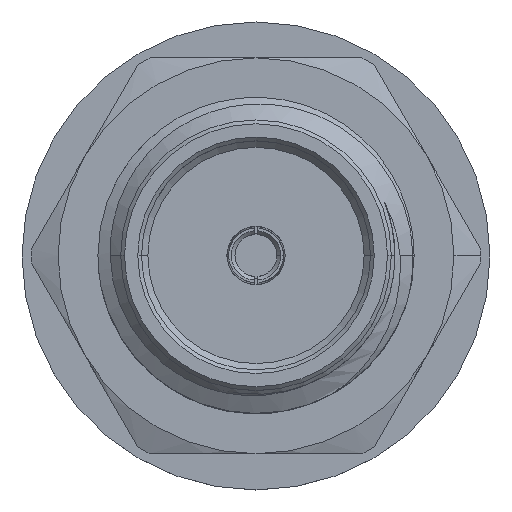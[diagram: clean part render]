
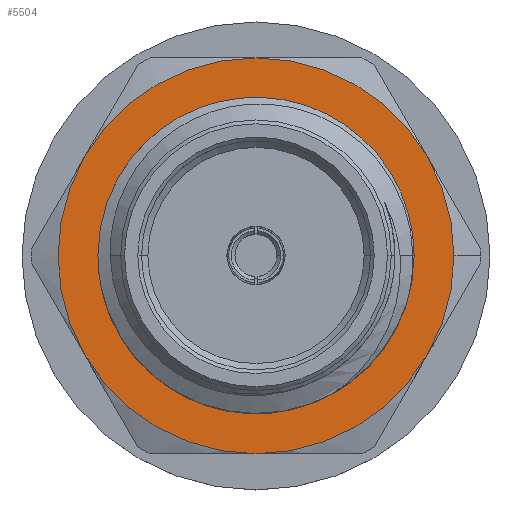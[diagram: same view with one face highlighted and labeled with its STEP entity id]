
A CAD part, top view. The second image highlights one B-rep face of the part: STEP entity #5504.
In plain terms, the highlighted planar face has unit normal (0, 0, 1).
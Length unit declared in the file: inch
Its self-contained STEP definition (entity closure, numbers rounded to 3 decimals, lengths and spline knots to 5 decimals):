
#129 = CARTESIAN_POINT ( 'NONE',  ( -0.12145, -0.00108, -0.25 ) ) ;
#139 = DIRECTION ( 'NONE',  ( 0., 0., 1. ) ) ;
#376 = DIRECTION ( 'NONE',  ( 0., 0., 1. ) ) ;
#520 = CARTESIAN_POINT ( 'NONE',  ( -0.02738, 0.12176, -0.25 ) ) ;
#577 = AXIS2_PLACEMENT_3D ( 'NONE', #3793, #9132, #7676 ) ;
#730 = EDGE_CURVE ( 'NONE', #1371, #2604, #6274, .T. ) ;
#780 = DIRECTION ( 'NONE',  ( 1., 0., 0. ) ) ;
#914 = PLANE ( 'NONE',  #7856 ) ;
#915 = CARTESIAN_POINT ( 'NONE',  ( 0.13553, 0.07825, -0.25 ) ) ;
#966 = CARTESIAN_POINT ( 'NONE',  ( -0.11559, 0.047, -0.25 ) ) ;
#1060 = DIRECTION ( 'NONE',  ( 1., 0., 0. ) ) ;
#1227 = CARTESIAN_POINT ( 'NONE',  ( 0., -0.1565, -0.25 ) ) ;
#1371 = VERTEX_POINT ( 'NONE', #9659 ) ;
#1486 = AXIS2_PLACEMENT_3D ( 'NONE', #2703, #376, #5767 ) ;
#1549 = VERTEX_POINT ( 'NONE', #1960 ) ;
#1555 = CIRCLE ( 'NONE', #5501, 0.1565 ) ;
#1603 = CARTESIAN_POINT ( 'NONE',  ( 0., 0., -0.25 ) ) ;
#1669 = EDGE_CURVE ( 'NONE', #2604, #6782, #5076, .T. ) ;
#1749 = CARTESIAN_POINT ( 'NONE',  ( -0.11124, 0.05701, -0.25 ) ) ;
#1960 = CARTESIAN_POINT ( 'NONE',  ( 0.1565, 0., -0.25 ) ) ;
#2024 = DIRECTION ( 'NONE',  ( 0., 0., 1. ) ) ;
#2068 = EDGE_CURVE ( 'NONE', #1549, #9509, #3869, .T. ) ;
#2082 = ORIENTED_EDGE ( 'NONE', *, *, #730, .T. ) ;
#2098 = EDGE_LOOP ( 'NONE', ( #4088, #6091, #3979, #6844, #2082, #3935, #8408 ) ) ;
#2165 = CIRCLE ( 'NONE', #2318, 0.125 ) ;
#2318 = AXIS2_PLACEMENT_3D ( 'NONE', #8462, #9223, #6953 ) ;
#2365 = CARTESIAN_POINT ( 'NONE',  ( 0., 0., -0.25 ) ) ;
#2411 = CARTESIAN_POINT ( 'NONE',  ( 0., 0., -0.25 ) ) ;
#2604 = VERTEX_POINT ( 'NONE', #4485 ) ;
#2612 = CARTESIAN_POINT ( 'NONE',  ( -0.12085, -0.00644, -0.25 ) ) ;
#2703 = CARTESIAN_POINT ( 'NONE',  ( 0., 0., -0.25 ) ) ;
#2740 = CARTESIAN_POINT ( 'NONE',  ( 0.00347, 0.12275, -0.25 ) ) ;
#2802 = EDGE_LOOP ( 'NONE', ( #9050, #4670, #7592, #5396, #5695 ) ) ;
#2819 = CARTESIAN_POINT ( 'NONE',  ( 0., 0., -0.25 ) ) ;
#2849 = CARTESIAN_POINT ( 'NONE',  ( 0., 0., -0.25 ) ) ;
#2885 = CARTESIAN_POINT ( 'NONE',  ( -0.0375, 0.11924, -0.25 ) ) ;
#3364 = EDGE_CURVE ( 'NONE', #6830, #6212, #4764, .T. ) ;
#3387 = EDGE_CURVE ( 'NONE', #5619, #1549, #3615, .T. ) ;
#3615 = CIRCLE ( 'NONE', #8999, 0.1565 ) ;
#3793 = CARTESIAN_POINT ( 'NONE',  ( 0., 0., -0.25 ) ) ;
#3869 = CIRCLE ( 'NONE', #8720, 0.1565 ) ;
#3935 = ORIENTED_EDGE ( 'NONE', *, *, #1669, .T. ) ;
#3979 = ORIENTED_EDGE ( 'NONE', *, *, #6474, .T. ) ;
#4088 = ORIENTED_EDGE ( 'NONE', *, *, #3387, .T. ) ;
#4309 = AXIS2_PLACEMENT_3D ( 'NONE', #4901, #7910, #4839 ) ;
#4336 = CARTESIAN_POINT ( 'NONE',  ( -0.11124, 0.05701, -0.25 ) ) ;
#4359 = CARTESIAN_POINT ( 'NONE',  ( 0.02381, 0.11865, -0.25 ) ) ;
#4485 = CARTESIAN_POINT ( 'NONE',  ( -0.13553, -0.07825, -0.25 ) ) ;
#4604 = CIRCLE ( 'NONE', #6171, 0.12102 ) ;
#4617 = CARTESIAN_POINT ( 'NONE',  ( 0.12102, 0., -0.25 ) ) ;
#4647 = DIRECTION ( 'NONE',  ( 1., 0., 0. ) ) ;
#4656 = EDGE_CURVE ( 'NONE', #5074, #6219, #6047, .T. ) ;
#4670 = ORIENTED_EDGE ( 'NONE', *, *, #3364, .T. ) ;
#4698 = AXIS2_PLACEMENT_3D ( 'NONE', #5677, #8751, #1060 ) ;
#4764 = B_SPLINE_CURVE_WITH_KNOTS ( 'NONE', 3,
 ( #2885, #520, #9739, #2740, #6629, #4359 ),
 .UNSPECIFIED., .F., .F.,
 ( 4, 2, 4 ),
 ( 0., 0.00078, 0.00157 ),
 .UNSPECIFIED. ) ;
#4807 = CARTESIAN_POINT ( 'NONE',  ( -0.12085, -0.00644, -0.25 ) ) ;
#4839 = DIRECTION ( 'NONE',  ( 1., 0., 0. ) ) ;
#4901 = CARTESIAN_POINT ( 'NONE',  ( 0., 0., -0.25 ) ) ;
#5074 = VERTEX_POINT ( 'NONE', #2612 ) ;
#5076 = CIRCLE ( 'NONE', #577, 0.1565 ) ;
#5169 = FACE_OUTER_BOUND ( 'NONE', #2098, .T. ) ;
#5174 = EDGE_CURVE ( 'NONE', #6782, #5619, #1555, .T. ) ;
#5277 = AXIS2_PLACEMENT_3D ( 'NONE', #1603, #139, #780 ) ;
#5396 = ORIENTED_EDGE ( 'NONE', *, *, #8912, .T. ) ;
#5501 = AXIS2_PLACEMENT_3D ( 'NONE', #2819, #2024, #6738 ) ;
#5504 = ADVANCED_FACE ( 'NONE', ( #5169, #5888 ), #914, .T. ) ;
#5588 = CARTESIAN_POINT ( 'NONE',  ( -0.12146, 0.01513, -0.25 ) ) ;
#5619 = VERTEX_POINT ( 'NONE', #9419 ) ;
#5677 = CARTESIAN_POINT ( 'NONE',  ( 0., 0., -0.25 ) ) ;
#5695 = ORIENTED_EDGE ( 'NONE', *, *, #4656, .T. ) ;
#5767 = DIRECTION ( 'NONE',  ( 1., 0., 0. ) ) ;
#5839 = DIRECTION ( 'NONE',  ( 0., 0., 1. ) ) ;
#5875 = DIRECTION ( 'NONE',  ( 0., 0., 1. ) ) ;
#5888 = FACE_BOUND ( 'NONE', #2802, .T. ) ;
#6047 = B_SPLINE_CURVE_WITH_KNOTS ( 'NONE', 3,
 ( #4807, #129, #6341, #5588, #8551, #7876, #966, #1749 ),
 .UNSPECIFIED., .F., .F.,
 ( 4, 2, 2, 4 ),
 ( 0.00139, 0.0018, 0.00221, 0.00303 ),
 .UNSPECIFIED. ) ;
#6091 = ORIENTED_EDGE ( 'NONE', *, *, #2068, .T. ) ;
#6171 = AXIS2_PLACEMENT_3D ( 'NONE', #2365, #9960, #4647 ) ;
#6212 = VERTEX_POINT ( 'NONE', #6536 ) ;
#6219 = VERTEX_POINT ( 'NONE', #4336 ) ;
#6274 = CIRCLE ( 'NONE', #4698, 0.1565 ) ;
#6283 = DIRECTION ( 'NONE',  ( 1., 0., 0. ) ) ;
#6341 = CARTESIAN_POINT ( 'NONE',  ( -0.12168, 0.00431, -0.25 ) ) ;
#6474 = EDGE_CURVE ( 'NONE', #9509, #6609, #9815, .T. ) ;
#6536 = CARTESIAN_POINT ( 'NONE',  ( 0.02381, 0.11865, -0.25 ) ) ;
#6590 = CARTESIAN_POINT ( 'NONE',  ( -0.0375, 0.11924, -0.25 ) ) ;
#6609 = VERTEX_POINT ( 'NONE', #8650 ) ;
#6629 = CARTESIAN_POINT ( 'NONE',  ( 0.01388, 0.12132, -0.25 ) ) ;
#6695 = EDGE_CURVE ( 'NONE', #6609, #1371, #9320, .T. ) ;
#6738 = DIRECTION ( 'NONE',  ( 1., 0., 0. ) ) ;
#6782 = VERTEX_POINT ( 'NONE', #1227 ) ;
#6830 = VERTEX_POINT ( 'NONE', #6590 ) ;
#6844 = ORIENTED_EDGE ( 'NONE', *, *, #6695, .T. ) ;
#6902 = EDGE_CURVE ( 'NONE', #6830, #6219, #2165, .T. ) ;
#6953 = DIRECTION ( 'NONE',  ( 1., 0., 0. ) ) ;
#7592 = ORIENTED_EDGE ( 'NONE', *, *, #7739, .T. ) ;
#7676 = DIRECTION ( 'NONE',  ( 1., 0., 0. ) ) ;
#7739 = EDGE_CURVE ( 'NONE', #6212, #8928, #8959, .T. ) ;
#7762 = DIRECTION ( 'NONE',  ( 0., 0., 1. ) ) ;
#7856 = AXIS2_PLACEMENT_3D ( 'NONE', #2411, #7762, #6283 ) ;
#7876 = CARTESIAN_POINT ( 'NONE',  ( -0.11856, 0.03664, -0.25 ) ) ;
#7910 = DIRECTION ( 'NONE',  ( 0., 0., -1. ) ) ;
#8408 = ORIENTED_EDGE ( 'NONE', *, *, #5174, .T. ) ;
#8462 = CARTESIAN_POINT ( 'NONE',  ( 0., 0., -0.25 ) ) ;
#8551 = CARTESIAN_POINT ( 'NONE',  ( -0.12099, 0.0206, -0.25 ) ) ;
#8650 = CARTESIAN_POINT ( 'NONE',  ( 0., 0.1565, -0.25 ) ) ;
#8720 = AXIS2_PLACEMENT_3D ( 'NONE', #8962, #5875, #9701 ) ;
#8751 = DIRECTION ( 'NONE',  ( 0., 0., 1. ) ) ;
#8886 = DIRECTION ( 'NONE',  ( 1., 0., 0. ) ) ;
#8912 = EDGE_CURVE ( 'NONE', #8928, #5074, #4604, .T. ) ;
#8928 = VERTEX_POINT ( 'NONE', #4617 ) ;
#8959 = CIRCLE ( 'NONE', #4309, 0.12102 ) ;
#8962 = CARTESIAN_POINT ( 'NONE',  ( 0., 0., -0.25 ) ) ;
#8999 = AXIS2_PLACEMENT_3D ( 'NONE', #2849, #5839, #8886 ) ;
#9050 = ORIENTED_EDGE ( 'NONE', *, *, #6902, .F. ) ;
#9132 = DIRECTION ( 'NONE',  ( 0., 0., 1. ) ) ;
#9223 = DIRECTION ( 'NONE',  ( 0., 0., 1. ) ) ;
#9320 = CIRCLE ( 'NONE', #1486, 0.1565 ) ;
#9419 = CARTESIAN_POINT ( 'NONE',  ( 0.13553, -0.07825, -0.25 ) ) ;
#9509 = VERTEX_POINT ( 'NONE', #915 ) ;
#9659 = CARTESIAN_POINT ( 'NONE',  ( -0.13553, 0.07825, -0.25 ) ) ;
#9701 = DIRECTION ( 'NONE',  ( 1., 0., 0. ) ) ;
#9739 = CARTESIAN_POINT ( 'NONE',  ( -0.01716, 0.12295, -0.25 ) ) ;
#9815 = CIRCLE ( 'NONE', #5277, 0.1565 ) ;
#9960 = DIRECTION ( 'NONE',  ( 0., 0., -1. ) ) ;
